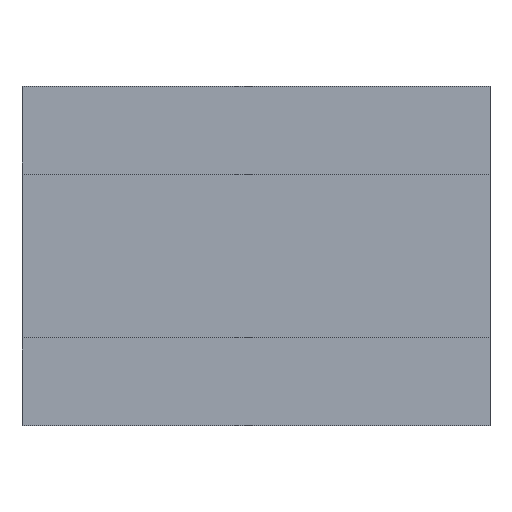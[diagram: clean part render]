
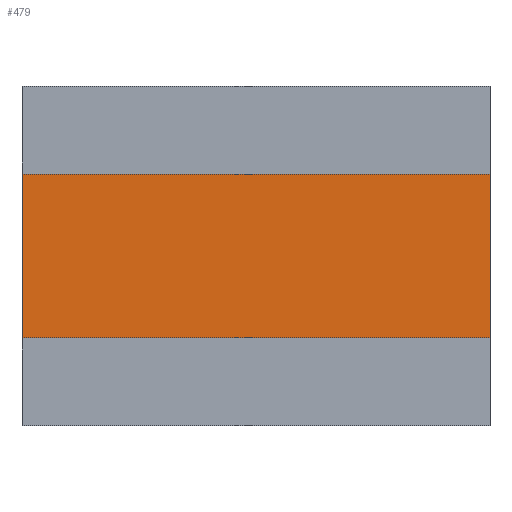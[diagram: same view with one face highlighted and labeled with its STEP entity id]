
A CAD part, left-side view. The second image highlights one B-rep face of the part: STEP entity #479.
In plain terms, the highlighted planar face has unit normal (-1, 0, 0).
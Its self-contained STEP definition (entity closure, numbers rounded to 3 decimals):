
#68=FACE_OUTER_BOUND('',#93,.T.);
#93=EDGE_LOOP('',(#375,#376,#377,#378));
#126=LINE('',#718,#171);
#141=LINE('',#765,#186);
#142=LINE('',#768,#187);
#143=LINE('',#769,#188);
#171=VECTOR('',#575,10.);
#186=VECTOR('',#620,10.);
#187=VECTOR('',#623,10.);
#188=VECTOR('',#624,10.);
#214=VERTEX_POINT('',#715);
#215=VERTEX_POINT('',#717);
#232=VERTEX_POINT('',#763);
#233=VERTEX_POINT('',#767);
#264=EDGE_CURVE('',#214,#215,#126,.T.);
#287=EDGE_CURVE('',#232,#215,#141,.T.);
#288=EDGE_CURVE('',#233,#232,#142,.T.);
#289=EDGE_CURVE('',#233,#214,#143,.T.);
#375=ORIENTED_EDGE('',*,*,#288,.T.);
#376=ORIENTED_EDGE('',*,*,#287,.T.);
#377=ORIENTED_EDGE('',*,*,#264,.F.);
#378=ORIENTED_EDGE('',*,*,#289,.F.);
#461=PLANE('',#530);
#479=ADVANCED_FACE('',(#68),#461,.T.);
#530=AXIS2_PLACEMENT_3D('',#766,#621,#622);
#575=DIRECTION('',(0.,0.,-1.));
#620=DIRECTION('',(0.,-1.,0.));
#621=DIRECTION('center_axis',(-1.,0.,0.));
#622=DIRECTION('ref_axis',(0.,0.,-1.));
#623=DIRECTION('',(0.,0.,-1.));
#624=DIRECTION('',(0.,-1.,0.));
#715=CARTESIAN_POINT('',(-23.,-36.,7.));
#717=CARTESIAN_POINT('',(-23.,-36.,-7.));
#718=CARTESIAN_POINT('',(-23.,-36.,7.));
#763=CARTESIAN_POINT('',(-23.,4.,-7.));
#765=CARTESIAN_POINT('',(-23.,4.,-7.));
#766=CARTESIAN_POINT('Origin',(-23.,4.,7.));
#767=CARTESIAN_POINT('',(-23.,4.,7.));
#768=CARTESIAN_POINT('',(-23.,4.,7.));
#769=CARTESIAN_POINT('',(-23.,4.,7.));
